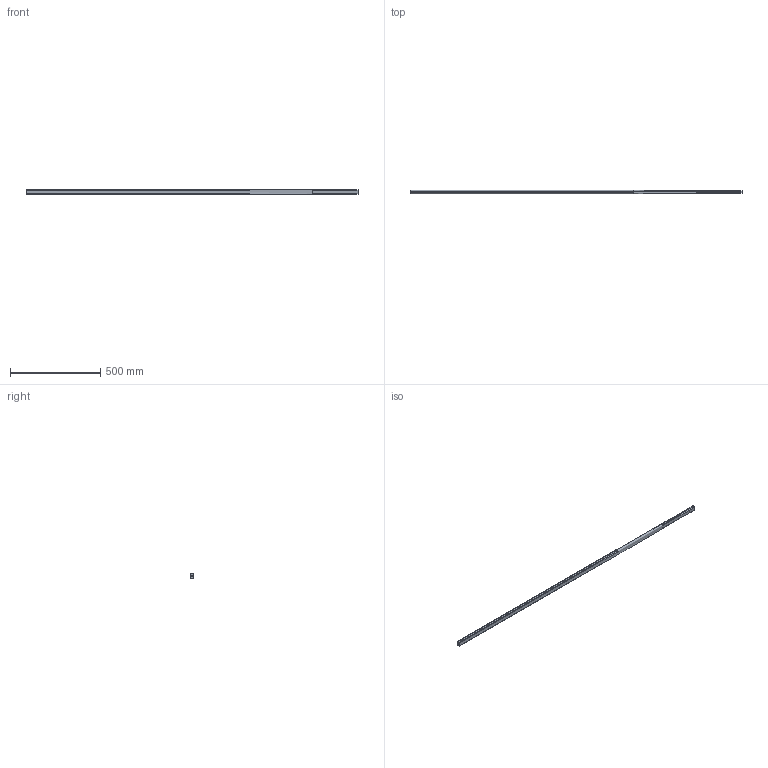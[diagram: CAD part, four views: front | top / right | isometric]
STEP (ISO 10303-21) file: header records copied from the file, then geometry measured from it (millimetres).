
FILE_DESCRIPTION (( 'STEP AP214' ), '1' );
FILE_NAME ('Mandrin rectangulaire.STEP', '2020-11-19T14:42:01', ( '' ), ( '' ), 'SwSTEP 2.0', 'SolidWorks 2020', '' );
FILE_SCHEMA (( 'AUTOMOTIVE_DESIGN' ));
Length unit declared in the file: millimetre
Products named in the file (1): Mandrin rectangulaire
Bounding box: 1840 x 17.11 x 26.9 mm (x, y, z)
Volume: 760505.2 mm3; surface area: 149427.2 mm2
Topology: 1 solids, 1 shells, 28 faces, 72 edges, 44 vertices
Faces by surface type: cylinder 14, plane 8, cone 4, bspline 2
Entity records: 1132 total; most frequent: CARTESIAN_POINT 400, ORIENTED_EDGE 136, DIRECTION 134, EDGE_CURVE 68, AXIS2_PLACEMENT_3D 50, VERTEX_POINT 44, VECTOR 34, LINE 34
